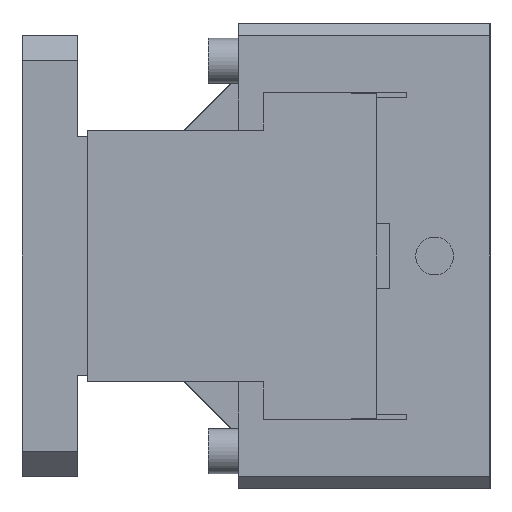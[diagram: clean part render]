
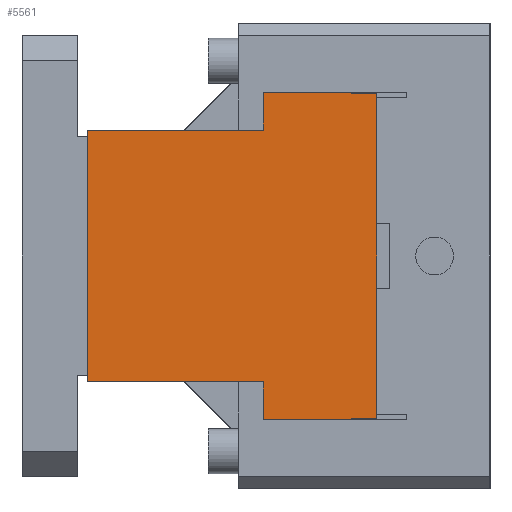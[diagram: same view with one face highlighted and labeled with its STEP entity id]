
A CAD part, left-side view. The second image highlights one B-rep face of the part: STEP entity #5561.
In plain terms, the highlighted planar face has unit normal (-1, 0, 0).
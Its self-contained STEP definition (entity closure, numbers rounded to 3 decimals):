
#4776=CARTESIAN_POINT('Vertex',(-265.,160.,-50.)) ;
#4779=CARTESIAN_POINT('Line Origine',(-265.,160.,0.)) ;
#4783=CARTESIAN_POINT('Vertex',(-265.,160.,50.)) ;
#4809=CARTESIAN_POINT('Vertex',(-265.,90.,50.)) ;
#4838=CARTESIAN_POINT('Line Origine',(-265.,125.,50.)) ;
#4928=CARTESIAN_POINT('Vertex',(-265.,90.,-50.)) ;
#4931=CARTESIAN_POINT('Line Origine',(-265.,125.,-50.)) ;
#5060=CARTESIAN_POINT('Line Origine',(-265.,90.,57.5)) ;
#5064=CARTESIAN_POINT('Vertex',(-265.,90.,65.)) ;
#5277=CARTESIAN_POINT('Vertex',(-265.,45.,-64.5)) ;
#5280=CARTESIAN_POINT('Line Origine',(-265.,50.,-64.5)) ;
#5284=CARTESIAN_POINT('Vertex',(-265.,55.,-64.5)) ;
#5305=CARTESIAN_POINT('Line Origine',(-265.,72.5,65.)) ;
#5309=CARTESIAN_POINT('Vertex',(-265.,55.,65.)) ;
#5333=CARTESIAN_POINT('Vertex',(-265.,55.,64.5)) ;
#5336=CARTESIAN_POINT('Line Origine',(-265.,55.,64.75)) ;
#5353=CARTESIAN_POINT('Line Origine',(-265.,50.,64.5)) ;
#5357=CARTESIAN_POINT('Vertex',(-265.,45.,64.5)) ;
#5383=CARTESIAN_POINT('Line Origine',(-265.,45.,0.)) ;
#5450=CARTESIAN_POINT('Line Origine',(-265.,90.,-57.5)) ;
#5454=CARTESIAN_POINT('Vertex',(-265.,90.,-65.)) ;
#5506=CARTESIAN_POINT('Line Origine',(-265.,55.,-64.75)) ;
#5510=CARTESIAN_POINT('Vertex',(-265.,55.,-65.)) ;
#5530=CARTESIAN_POINT('Line Origine',(-265.,72.5,-65.)) ;
#5542=CARTESIAN_POINT('Axis2P3D Location',(-265.,22.,0.)) ;
#4780=DIRECTION('Vector Direction',(0.,0.,1.)) ;
#4839=DIRECTION('Vector Direction',(0.,-1.,0.)) ;
#4932=DIRECTION('Vector Direction',(0.,1.,0.)) ;
#5061=DIRECTION('Vector Direction',(0.,0.,1.)) ;
#5281=DIRECTION('Vector Direction',(0.,1.,0.)) ;
#5306=DIRECTION('Vector Direction',(0.,1.,0.)) ;
#5337=DIRECTION('Vector Direction',(0.,0.,1.)) ;
#5354=DIRECTION('Vector Direction',(0.,-1.,0.)) ;
#5384=DIRECTION('Vector Direction',(0.,0.,-1.)) ;
#5451=DIRECTION('Vector Direction',(0.,0.,1.)) ;
#5507=DIRECTION('Vector Direction',(0.,0.,1.)) ;
#5531=DIRECTION('Vector Direction',(0.,1.,0.)) ;
#5543=DIRECTION('Axis2P3D Direction',(1.,-0.,0.)) ;
#5544=DIRECTION('Axis2P3D XDirection',(0.,0.,-1.)) ;
#5545=AXIS2_PLACEMENT_3D('Plane Axis2P3D',#5542,#5543,#5544) ;
#5548=ORIENTED_EDGE('',*,*,#5387,.F.) ;
#5549=ORIENTED_EDGE('',*,*,#5359,.F.) ;
#5550=ORIENTED_EDGE('',*,*,#5340,.T.) ;
#5551=ORIENTED_EDGE('',*,*,#5311,.T.) ;
#5552=ORIENTED_EDGE('',*,*,#5066,.F.) ;
#5553=ORIENTED_EDGE('',*,*,#4842,.F.) ;
#5554=ORIENTED_EDGE('',*,*,#4785,.F.) ;
#5555=ORIENTED_EDGE('',*,*,#4935,.F.) ;
#5556=ORIENTED_EDGE('',*,*,#5456,.F.) ;
#5557=ORIENTED_EDGE('',*,*,#5534,.F.) ;
#5558=ORIENTED_EDGE('',*,*,#5512,.T.) ;
#5559=ORIENTED_EDGE('',*,*,#5286,.F.) ;
#4781=VECTOR('Line Direction',#4780,1.) ;
#4840=VECTOR('Line Direction',#4839,1.) ;
#4933=VECTOR('Line Direction',#4932,1.) ;
#5062=VECTOR('Line Direction',#5061,1.) ;
#5282=VECTOR('Line Direction',#5281,1.) ;
#5307=VECTOR('Line Direction',#5306,1.) ;
#5338=VECTOR('Line Direction',#5337,1.) ;
#5355=VECTOR('Line Direction',#5354,1.) ;
#5385=VECTOR('Line Direction',#5384,1.) ;
#5452=VECTOR('Line Direction',#5451,1.) ;
#5508=VECTOR('Line Direction',#5507,1.) ;
#5532=VECTOR('Line Direction',#5531,1.) ;
#5561=ADVANCED_FACE('CAM SLIDER',(#5560),#5546,.F.) ;
#4785=EDGE_CURVE('',#4777,#4784,#4782,.T.) ;
#4842=EDGE_CURVE('',#4784,#4810,#4841,.T.) ;
#4935=EDGE_CURVE('',#4929,#4777,#4934,.T.) ;
#5066=EDGE_CURVE('',#4810,#5065,#5063,.T.) ;
#5286=EDGE_CURVE('',#5278,#5285,#5283,.T.) ;
#5311=EDGE_CURVE('',#5310,#5065,#5308,.T.) ;
#5340=EDGE_CURVE('',#5334,#5310,#5339,.T.) ;
#5359=EDGE_CURVE('',#5334,#5358,#5356,.T.) ;
#5387=EDGE_CURVE('',#5358,#5278,#5386,.T.) ;
#5456=EDGE_CURVE('',#5455,#4929,#5453,.T.) ;
#5512=EDGE_CURVE('',#5511,#5285,#5509,.T.) ;
#5534=EDGE_CURVE('',#5511,#5455,#5533,.T.) ;
#5547=EDGE_LOOP('',(#5548,#5549,#5550,#5551,#5552,#5553,#5554,#5555,#5556,#5557,#5558,#5559)) ;
#5560=FACE_OUTER_BOUND('',#5547,.T.) ;
#4782=LINE('Line',#4779,#4781) ;
#4841=LINE('Line',#4838,#4840) ;
#4934=LINE('Line',#4931,#4933) ;
#5063=LINE('Line',#5060,#5062) ;
#5283=LINE('Line',#5280,#5282) ;
#5308=LINE('Line',#5305,#5307) ;
#5339=LINE('Line',#5336,#5338) ;
#5356=LINE('Line',#5353,#5355) ;
#5386=LINE('Line',#5383,#5385) ;
#5453=LINE('Line',#5450,#5452) ;
#5509=LINE('Line',#5506,#5508) ;
#5533=LINE('Line',#5530,#5532) ;
#5546=PLANE('Plane',#5545) ;
#4777=VERTEX_POINT('',#4776) ;
#4784=VERTEX_POINT('',#4783) ;
#4810=VERTEX_POINT('',#4809) ;
#4929=VERTEX_POINT('',#4928) ;
#5065=VERTEX_POINT('',#5064) ;
#5278=VERTEX_POINT('',#5277) ;
#5285=VERTEX_POINT('',#5284) ;
#5310=VERTEX_POINT('',#5309) ;
#5334=VERTEX_POINT('',#5333) ;
#5358=VERTEX_POINT('',#5357) ;
#5455=VERTEX_POINT('',#5454) ;
#5511=VERTEX_POINT('',#5510) ;
